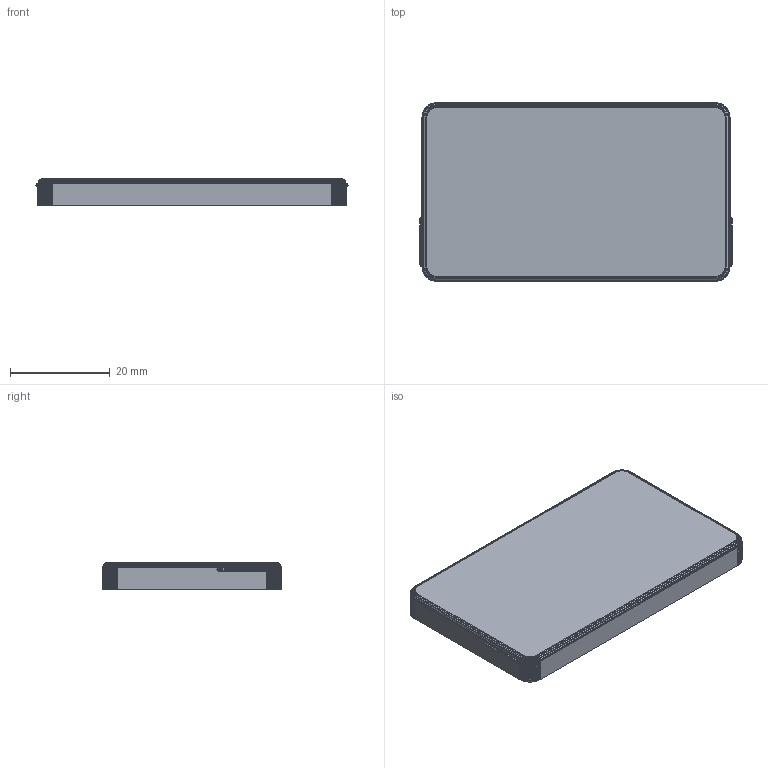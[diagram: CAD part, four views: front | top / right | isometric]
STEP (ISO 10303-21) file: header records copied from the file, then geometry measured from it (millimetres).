
FILE_DESCRIPTION(('FreeCAD Model'),'2;1');
FILE_NAME('Open CASCADE Shape Model','2024-11-27T18:53:50',('FreeCAD'),( 'FreeCAD'),'Open CASCADE STEP processor 7.8','FreeCAD','Unknown');
FILE_SCHEMA(('AUTOMOTIVE_DESIGN { 1 0 10303 214 1 1 1 1 }'));
Products named in the file (1): Open CASCADE STEP translator 7.8 1
Bounding box: 62.6 x 35.8 x 5.5 mm (x, y, z)
Surface area: 6262.4 mm2 (no closed solid volume)
Topology: 0 solids, 1 shells, 3031 faces, 5265 edges, 2280 vertices
Faces by surface type: plane 3031
Entity records: 65769 total; most frequent: DIRECTION 11329, CARTESIAN_POINT 10577, ORIENTED_EDGE 10530, EDGE_CURVE 5265, LINE 5265, VECTOR 5265, FACE_BOUND 3075, EDGE_LOOP 3075
